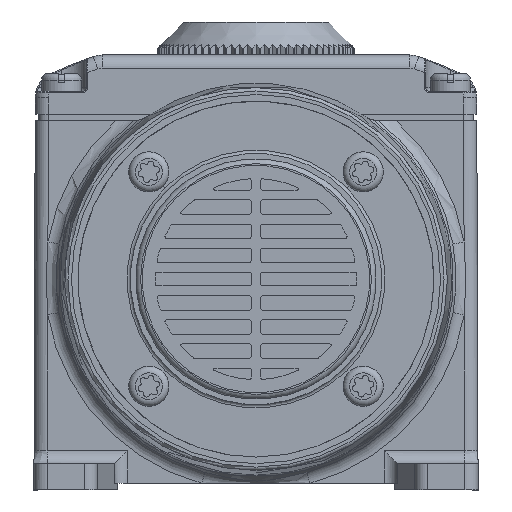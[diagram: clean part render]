
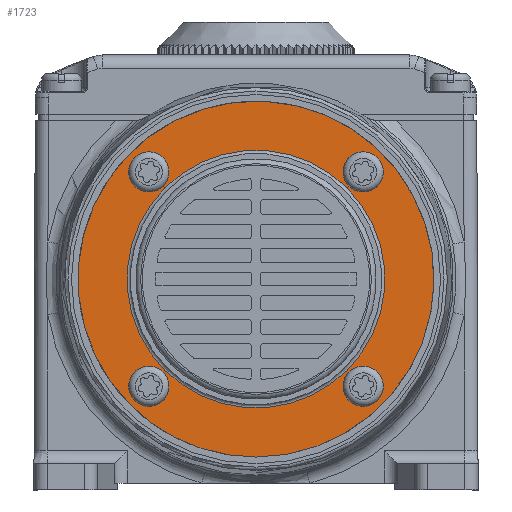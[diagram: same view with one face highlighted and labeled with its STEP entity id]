
A CAD part, left-side view. The second image highlights one B-rep face of the part: STEP entity #1723.
In plain terms, the highlighted planar face has unit normal (-1, 0, 0).
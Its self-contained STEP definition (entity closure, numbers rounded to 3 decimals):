
#1723 = ADVANCED_FACE( '', ( #4029, #4030, #4031, #4032, #4033, #4034 ), #4035, .F. );
#4029 = FACE_OUTER_BOUND( '', #7887, .T. );
#4030 = FACE_BOUND( '', #7888, .T. );
#4031 = FACE_BOUND( '', #7889, .T. );
#4032 = FACE_BOUND( '', #7890, .T. );
#4033 = FACE_BOUND( '', #7891, .T. );
#4034 = FACE_BOUND( '', #7892, .T. );
#4035 = PLANE( '', #7893 );
#7887 = EDGE_LOOP( '', ( #14722 ) );
#7888 = EDGE_LOOP( '', ( #14723 ) );
#7889 = EDGE_LOOP( '', ( #14724 ) );
#7890 = EDGE_LOOP( '', ( #14725 ) );
#7891 = EDGE_LOOP( '', ( #14726 ) );
#7892 = EDGE_LOOP( '', ( #14727 ) );
#7893 = AXIS2_PLACEMENT_3D( '', #14728, #14729, #14730 );
#14722 = ORIENTED_EDGE( '', *, *, #21512, .T. );
#14723 = ORIENTED_EDGE( '', *, *, #19887, .T. );
#14724 = ORIENTED_EDGE( '', *, *, #21513, .T. );
#14725 = ORIENTED_EDGE( '', *, *, #21207, .T. );
#14726 = ORIENTED_EDGE( '', *, *, #21178, .T. );
#14727 = ORIENTED_EDGE( '', *, *, #21514, .T. );
#14728 = CARTESIAN_POINT( '', ( -63., 0., 31. ) );
#14729 = DIRECTION( '', ( 1., 0., 0. ) );
#14730 = DIRECTION( '', ( 0., 1., 0. ) );
#19887 = EDGE_CURVE( '', #23668, #23668, #23669, .T. );
#21178 = EDGE_CURVE( '', #25754, #25754, #25755, .T. );
#21207 = EDGE_CURVE( '', #25799, #25799, #25800, .T. );
#21512 = EDGE_CURVE( '', #26225, #26225, #26226, .T. );
#21513 = EDGE_CURVE( '', #26227, #26227, #26228, .T. );
#21514 = EDGE_CURVE( '', #26229, #26229, #26230, .T. );
#23668 = VERTEX_POINT( '', #29756 );
#23669 = CIRCLE( '', #29757, 19.55 );
#25754 = VERTEX_POINT( '', #33140 );
#25755 = CIRCLE( '', #33141, 3.05 );
#25799 = VERTEX_POINT( '', #33208 );
#25800 = CIRCLE( '', #33209, 3.05 );
#26225 = VERTEX_POINT( '', #33981 );
#26226 = CIRCLE( '', #33982, 27. );
#26227 = VERTEX_POINT( '', #33983 );
#26228 = CIRCLE( '', #33984, 3.05 );
#26229 = VERTEX_POINT( '', #33985 );
#26230 = CIRCLE( '', #33986, 3.05 );
#29756 = CARTESIAN_POINT( '', ( -63., 13.824, 17.176 ) );
#29757 = AXIS2_PLACEMENT_3D( '', #37003, #37004, #37005 );
#33140 = CARTESIAN_POINT( '', ( -63., 18.42, 45.107 ) );
#33141 = AXIS2_PLACEMENT_3D( '', #38789, #38790, #38791 );
#33208 = CARTESIAN_POINT( '', ( -63., -14.107, 12.58 ) );
#33209 = AXIS2_PLACEMENT_3D( '', #38822, #38823, #38824 );
#33981 = CARTESIAN_POINT( '', ( -63., 19.092, 11.908 ) );
#33982 = AXIS2_PLACEMENT_3D( '', #39209, #39210, #39211 );
#33983 = CARTESIAN_POINT( '', ( -63., 18.42, 12.58 ) );
#33984 = AXIS2_PLACEMENT_3D( '', #39212, #39213, #39214 );
#33985 = CARTESIAN_POINT( '', ( -63., -14.107, 45.107 ) );
#33986 = AXIS2_PLACEMENT_3D( '', #39215, #39216, #39217 );
#37003 = CARTESIAN_POINT( '', ( -63., 0., 31. ) );
#37004 = DIRECTION( '', ( 1., 0., 0. ) );
#37005 = DIRECTION( '', ( 0., 0.707, -0.707 ) );
#38789 = CARTESIAN_POINT( '', ( -63., 16.263, 47.263 ) );
#38790 = DIRECTION( '', ( 1., 0., 0. ) );
#38791 = DIRECTION( '', ( 0., 0.707, -0.707 ) );
#38822 = CARTESIAN_POINT( '', ( -63., -16.263, 14.737 ) );
#38823 = DIRECTION( '', ( 1., 0., 0. ) );
#38824 = DIRECTION( '', ( 0., 0.707, -0.707 ) );
#39209 = CARTESIAN_POINT( '', ( -63., 0., 31. ) );
#39210 = DIRECTION( '', ( -1., 0., 0. ) );
#39211 = DIRECTION( '', ( 0., 0.707, -0.707 ) );
#39212 = CARTESIAN_POINT( '', ( -63., 16.263, 14.737 ) );
#39213 = DIRECTION( '', ( 1., 0., 0. ) );
#39214 = DIRECTION( '', ( 0., 0.707, -0.707 ) );
#39215 = CARTESIAN_POINT( '', ( -63., -16.263, 47.263 ) );
#39216 = DIRECTION( '', ( 1., 0., 0. ) );
#39217 = DIRECTION( '', ( 0., 0.707, -0.707 ) );
